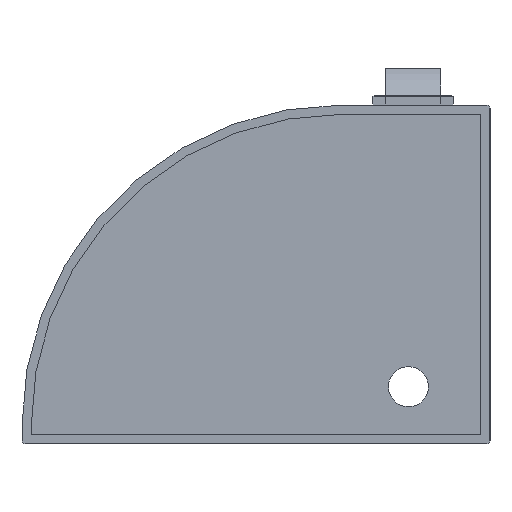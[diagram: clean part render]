
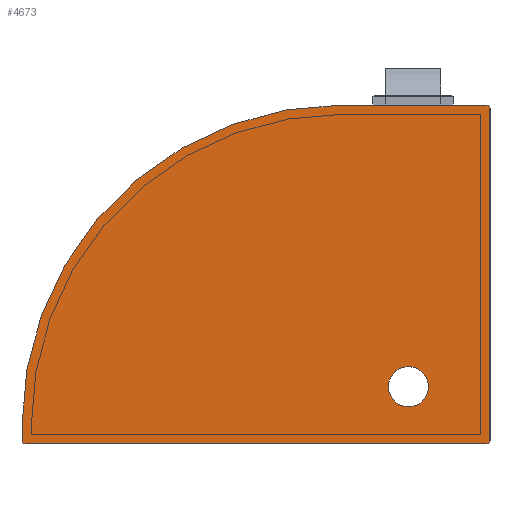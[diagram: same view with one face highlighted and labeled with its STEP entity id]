
A CAD part, left-side view. The second image highlights one B-rep face of the part: STEP entity #4673.
In plain terms, the highlighted planar face has unit normal (-1, 0, 0).
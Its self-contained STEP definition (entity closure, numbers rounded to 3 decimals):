
#109 = VECTOR ( 'NONE', #263, 1000. ) ;
#263 = DIRECTION ( 'NONE',  ( 0., -1., 0. ) ) ;
#394 = AXIS2_PLACEMENT_3D ( 'NONE', #4889, #2133, #5351 ) ;
#440 = DIRECTION ( 'NONE',  ( 0., 0., -1. ) ) ;
#455 = EDGE_CURVE ( 'NONE', #5820, #5820, #2650, .T. ) ;
#485 = CARTESIAN_POINT ( 'NONE',  ( -631.5, -12.5, -27. ) ) ;
#508 = CIRCLE ( 'NONE', #3413, 0.5 ) ;
#536 = CIRCLE ( 'NONE', #5480, 52. ) ;
#703 = CARTESIAN_POINT ( 'NONE',  ( -631.5, 63.5, -27. ) ) ;
#729 = PLANE ( 'NONE',  #2954 ) ;
#789 = AXIS2_PLACEMENT_3D ( 'NONE', #1035, #4268, #1505 ) ;
#881 = CARTESIAN_POINT ( 'NONE',  ( -631.5, 63., -27. ) ) ;
#893 = VERTEX_POINT ( 'NONE', #2454 ) ;
#1035 = CARTESIAN_POINT ( 'NONE',  ( -631.5, -12., 27. ) ) ;
#1056 = ORIENTED_EDGE ( 'NONE', *, *, #3041, .F. ) ;
#1059 = CIRCLE ( 'NONE', #789, 0.5 ) ;
#1220 = EDGE_CURVE ( 'NONE', #3890, #4984, #3935, .T. ) ;
#1234 = CARTESIAN_POINT ( 'NONE',  ( -631.5, -12.5, 27.5 ) ) ;
#1248 = ORIENTED_EDGE ( 'NONE', *, *, #3703, .F. ) ;
#1255 = DIRECTION ( 'NONE',  ( 1., 0., 0. ) ) ;
#1258 = LINE ( 'NONE', #3606, #4789 ) ;
#1391 = ORIENTED_EDGE ( 'NONE', *, *, #5090, .T. ) ;
#1505 = DIRECTION ( 'NONE',  ( 0., 0., -1. ) ) ;
#1591 = EDGE_CURVE ( 'NONE', #3890, #3220, #1258, .T. ) ;
#1667 = DIRECTION ( 'NONE',  ( 1., 0., 0. ) ) ;
#1814 = ORIENTED_EDGE ( 'NONE', *, *, #5436, .F. ) ;
#2001 = LINE ( 'NONE', #2009, #3265 ) ;
#2007 = FACE_OUTER_BOUND ( 'NONE', #3750, .T. ) ;
#2009 = CARTESIAN_POINT ( 'NONE',  ( -631.5, 63.5, -24.5 ) ) ;
#2133 = DIRECTION ( 'NONE',  ( 1., 0., 0. ) ) ;
#2194 = EDGE_CURVE ( 'NONE', #4023, #3220, #508, .T. ) ;
#2346 = ORIENTED_EDGE ( 'NONE', *, *, #1591, .F. ) ;
#2454 = CARTESIAN_POINT ( 'NONE',  ( -631.5, 63.5, -24.5 ) ) ;
#2465 = DIRECTION ( 'NONE',  ( 0., 0., 1. ) ) ;
#2650 = CIRCLE ( 'NONE', #394, 3.25 ) ;
#2815 = VERTEX_POINT ( 'NONE', #2897 ) ;
#2836 = DIRECTION ( 'NONE',  ( 0., 0., -1. ) ) ;
#2897 = CARTESIAN_POINT ( 'NONE',  ( -631.5, -12.5, 27. ) ) ;
#2954 = AXIS2_PLACEMENT_3D ( 'NONE', #4440, #1667, #4896 ) ;
#3041 = EDGE_CURVE ( 'NONE', #5880, #4651, #3697, .T. ) ;
#3220 = VERTEX_POINT ( 'NONE', #3231 ) ;
#3231 = CARTESIAN_POINT ( 'NONE',  ( -631.5, 63., -27.5 ) ) ;
#3251 = DIRECTION ( 'NONE',  ( -1., 0., 0. ) ) ;
#3265 = VECTOR ( 'NONE', #2465, 1000. ) ;
#3272 = CARTESIAN_POINT ( 'NONE',  ( -631.5, 0.75, -21.5 ) ) ;
#3329 = ORIENTED_EDGE ( 'NONE', *, *, #455, .T. ) ;
#3413 = AXIS2_PLACEMENT_3D ( 'NONE', #881, #4132, #2836 ) ;
#3545 = CARTESIAN_POINT ( 'NONE',  ( -631.5, 11.5, 27.5 ) ) ;
#3606 = CARTESIAN_POINT ( 'NONE',  ( -631.5, -12.5, -27.5 ) ) ;
#3671 = AXIS2_PLACEMENT_3D ( 'NONE', #6018, #3251, #440 ) ;
#3697 = LINE ( 'NONE', #3545, #109 ) ;
#3703 = EDGE_CURVE ( 'NONE', #2815, #4984, #3762, .T. ) ;
#3750 = EDGE_LOOP ( 'NONE', ( #4277, #4715, #2346, #5579, #1248, #1391, #1056, #1814 ) ) ;
#3762 = LINE ( 'NONE', #1234, #4830 ) ;
#3890 = VERTEX_POINT ( 'NONE', #5223 ) ;
#3935 = CIRCLE ( 'NONE', #3671, 0.5 ) ;
#3953 = CARTESIAN_POINT ( 'NONE',  ( -631.5, -12., 27.5 ) ) ;
#4019 = CARTESIAN_POINT ( 'NONE',  ( -631.5, 11.5, -24.5 ) ) ;
#4023 = VERTEX_POINT ( 'NONE', #703 ) ;
#4060 = EDGE_LOOP ( 'NONE', ( #3329 ) ) ;
#4062 = DIRECTION ( 'NONE',  ( 0., 1., 0. ) ) ;
#4132 = DIRECTION ( 'NONE',  ( -1., 0., 0. ) ) ;
#4268 = DIRECTION ( 'NONE',  ( -1., 0., 0. ) ) ;
#4277 = ORIENTED_EDGE ( 'NONE', *, *, #5148, .F. ) ;
#4440 = CARTESIAN_POINT ( 'NONE',  ( -631.5, 11.5, -24.5 ) ) ;
#4484 = DIRECTION ( 'NONE',  ( 0., 0., 1. ) ) ;
#4651 = VERTEX_POINT ( 'NONE', #3953 ) ;
#4673 = ADVANCED_FACE ( 'NONE', ( #2007, #5557 ), #729, .F. ) ;
#4715 = ORIENTED_EDGE ( 'NONE', *, *, #2194, .T. ) ;
#4789 = VECTOR ( 'NONE', #4062, 1000. ) ;
#4830 = VECTOR ( 'NONE', #4912, 1000. ) ;
#4889 = CARTESIAN_POINT ( 'NONE',  ( -631.5, 0.75, -18.25 ) ) ;
#4896 = DIRECTION ( 'NONE',  ( 0., 0., 1. ) ) ;
#4912 = DIRECTION ( 'NONE',  ( 0., 0., -1. ) ) ;
#4984 = VERTEX_POINT ( 'NONE', #485 ) ;
#5090 = EDGE_CURVE ( 'NONE', #2815, #4651, #1059, .T. ) ;
#5148 = EDGE_CURVE ( 'NONE', #4023, #893, #2001, .T. ) ;
#5223 = CARTESIAN_POINT ( 'NONE',  ( -631.5, -12., -27.5 ) ) ;
#5252 = CARTESIAN_POINT ( 'NONE',  ( -631.5, 11.5, 27.5 ) ) ;
#5351 = DIRECTION ( 'NONE',  ( 0., 0., -1. ) ) ;
#5436 = EDGE_CURVE ( 'NONE', #893, #5880, #536, .T. ) ;
#5480 = AXIS2_PLACEMENT_3D ( 'NONE', #4019, #1255, #4484 ) ;
#5557 = FACE_BOUND ( 'NONE', #4060, .T. ) ;
#5579 = ORIENTED_EDGE ( 'NONE', *, *, #1220, .T. ) ;
#5820 = VERTEX_POINT ( 'NONE', #3272 ) ;
#5880 = VERTEX_POINT ( 'NONE', #5252 ) ;
#6018 = CARTESIAN_POINT ( 'NONE',  ( -631.5, -12., -27. ) ) ;
